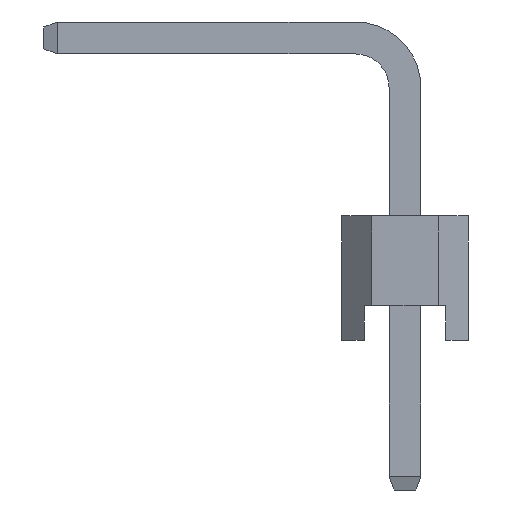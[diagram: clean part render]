
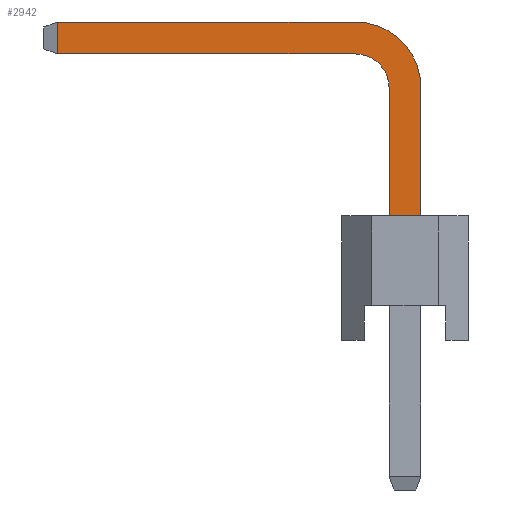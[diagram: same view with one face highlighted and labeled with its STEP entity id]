
A CAD part, left-side view. The second image highlights one B-rep face of the part: STEP entity #2942.
In plain terms, the highlighted planar face has unit normal (-1, 0, 0).
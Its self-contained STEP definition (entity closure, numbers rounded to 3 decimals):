
#2942=ADVANCED_FACE('',(#9052),#9054,.T.);
#9052=FACE_BOUND('',#9053,.T.);
#9053=EDGE_LOOP('',(#14089,#14090,#14091,#14092,#14093,#14094,#14095,#14096));
#9054=PLANE('',#9055);
#9055=AXIS2_PLACEMENT_3D('',#9056,#9057,#9058);
#9056=CARTESIAN_POINT('',(-0.32,0.32,-3.));
#9057=DIRECTION('',(-1.,0.,0.));
#9058=DIRECTION('',(0.,-1.,0.));
#14089=ORIENTED_EDGE('',*,*,#17142,.F.);
#14090=ORIENTED_EDGE('',*,*,#17143,.F.);
#14091=ORIENTED_EDGE('',*,*,#17144,.F.);
#14092=ORIENTED_EDGE('',*,*,#17131,.F.);
#14093=ORIENTED_EDGE('',*,*,#16000,.T.);
#14094=ORIENTED_EDGE('',*,*,#17141,.T.);
#14095=ORIENTED_EDGE('',*,*,#17145,.T.);
#14096=ORIENTED_EDGE('',*,*,#17146,.T.);
#16000=EDGE_CURVE('',#18118,#18122,#18124,.T.);
#17131=EDGE_CURVE('',#18118,#20023,#20024,.T.);
#17141=EDGE_CURVE('',#18122,#20039,#20041,.T.);
#17142=EDGE_CURVE('',#20042,#20043,#20044,.T.);
#17143=EDGE_CURVE('',#20045,#20042,#20046,.T.);
#17144=EDGE_CURVE('',#20023,#20045,#20047,.T.);
#17145=EDGE_CURVE('',#20039,#20048,#20049,.T.);
#17146=EDGE_CURVE('',#20048,#20043,#20050,.T.);
#18118=VERTEX_POINT('',#21666);
#18122=VERTEX_POINT('',#21674);
#18124=LINE('',#21678,#21679);
#20023=VERTEX_POINT('',#25927);
#20024=LINE('',#25928,#25929);
#20039=VERTEX_POINT('',#25963);
#20041=LINE('',#25967,#25968);
#20042=VERTEX_POINT('',#25970);
#20043=VERTEX_POINT('',#25971);
#20044=LINE('',#25972,#25973);
#20045=VERTEX_POINT('',#25975);
#20046=LINE('',#25976,#25977);
#20047=CIRCLE('',#25979,0.68);
#20048=VERTEX_POINT('',#25983);
#20049=CIRCLE('',#25984,1.32);
#20050=LINE('',#25988,#25989);
#21666=CARTESIAN_POINT('',(-0.32,0.32,2.5));
#21674=CARTESIAN_POINT('',(-0.32,-0.32,2.5));
#21678=CARTESIAN_POINT('',(-0.32,0.32,2.5));
#21679=VECTOR('',#21680,1.);
#21680=DIRECTION('',(0.,-1.,0.));
#25927=CARTESIAN_POINT('',(-0.32,0.32,5.07));
#25928=CARTESIAN_POINT('',(-0.32,0.32,2.5));
#25929=VECTOR('',#25930,1.);
#25930=DIRECTION('',(0.,0.,1.));
#25963=CARTESIAN_POINT('',(-0.32,-0.32,5.07));
#25967=CARTESIAN_POINT('',(-0.32,-0.32,2.5));
#25968=VECTOR('',#25969,1.);
#25969=DIRECTION('',(0.,0.,1.));
#25970=CARTESIAN_POINT('',(-0.32,6.975,5.75));
#25971=CARTESIAN_POINT('',(-0.32,6.975,6.39));
#25972=CARTESIAN_POINT('',(-0.32,6.975,5.75));
#25973=VECTOR('',#25974,1.);
#25974=DIRECTION('',(0.,0.,1.));
#25975=CARTESIAN_POINT('',(-0.32,1.,5.75));
#25976=CARTESIAN_POINT('',(-0.32,1.,5.75));
#25977=VECTOR('',#25978,1.);
#25978=DIRECTION('',(0.,1.,0.));
#25979=AXIS2_PLACEMENT_3D('',#25980,#25981,#25982);
#25980=CARTESIAN_POINT('',(-0.32,1.,5.07));
#25981=DIRECTION('',(-1.,-0.,0.));
#25982=DIRECTION('',(0.,-1.,0.));
#25983=CARTESIAN_POINT('',(-0.32,1.,6.39));
#25984=AXIS2_PLACEMENT_3D('',#25985,#25986,#25987);
#25985=CARTESIAN_POINT('',(-0.32,1.,5.07));
#25986=DIRECTION('',(-1.,-0.,0.));
#25987=DIRECTION('',(0.,-1.,0.));
#25988=CARTESIAN_POINT('',(-0.32,1.,6.39));
#25989=VECTOR('',#25990,1.);
#25990=DIRECTION('',(0.,1.,0.));
